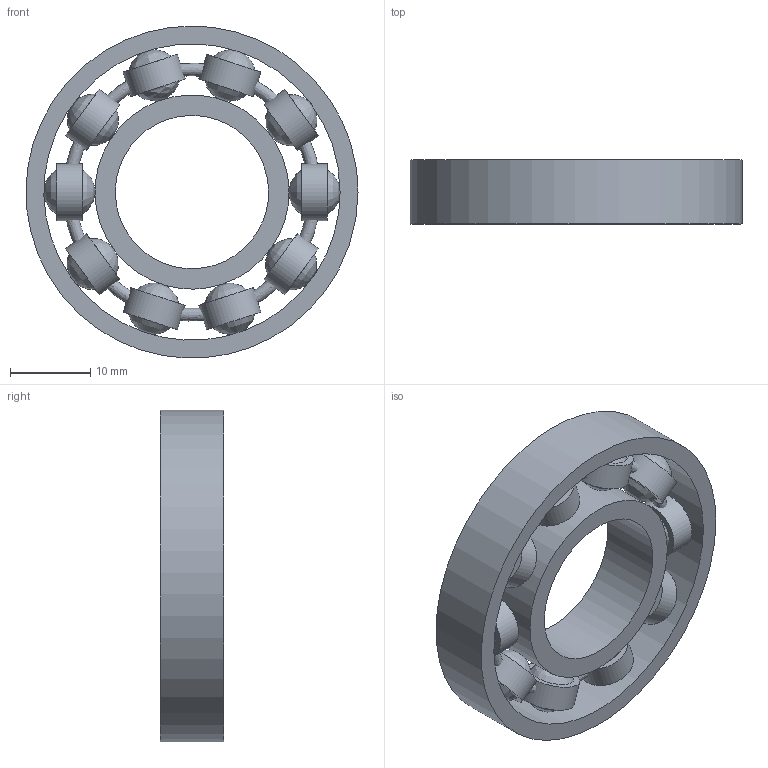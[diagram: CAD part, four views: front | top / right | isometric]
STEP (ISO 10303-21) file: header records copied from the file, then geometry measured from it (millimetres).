
FILE_DESCRIPTION((('zoo.dev export')), '2;1');
FILE_NAME('dump.step', '1970-01-01T00:00:00.0+00:00', ('Author unknown'), ('Organization unknown'), 'zoo.dev beta', 'zoo.dev', 'Authorization unknown');
FILE_SCHEMA(('AP203_CONFIGURATION_CONTROLLED_3D_DESIGN_OF_MECHANICAL_PARTS_AND_ASSEMBLIES_MIM_LF'));
Length unit declared in the file: metre
Products named in the file (32): UNIDENTIFIED_PRODUCT
Bounding box: 41.27 x 7.95 x 41.25 mm (x, y, z)
Volume: 5450.9 mm3; surface area: 7397 mm2
Topology: 32 solids, 32 shells, 98 faces, 162 edges, 88 vertices
Faces by surface type: bspline 54, plane 44
Entity records: 3931 total; most frequent: CARTESIAN_POINT 2500, ORIENTED_EDGE 324, EDGE_CURVE 162, EDGE_LOOP 102, FACE_OUTER_BOUND 98, ADVANCED_FACE 98, VERTEX_POINT 88, DIRECTION 88
